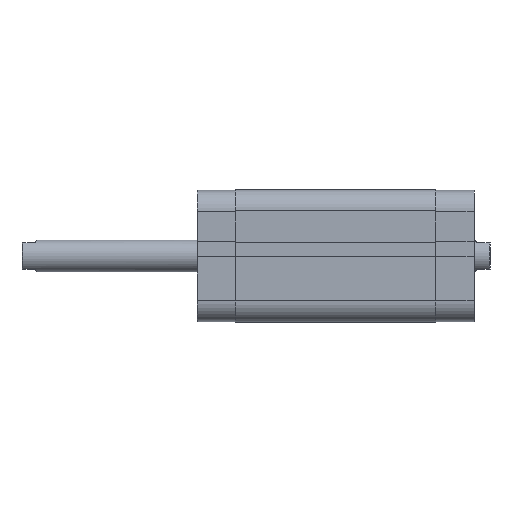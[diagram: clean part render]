
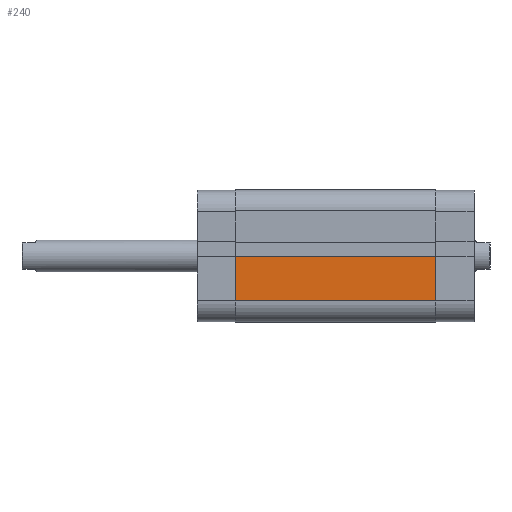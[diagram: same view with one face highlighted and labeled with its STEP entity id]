
A CAD part, top view. The second image highlights one B-rep face of the part: STEP entity #240.
In plain terms, the highlighted face is planar.
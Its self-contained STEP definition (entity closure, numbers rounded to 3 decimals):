
#240 = ADVANCED_FACE ( 'NONE', ( #1340 ), #1737, .F. ) ;
#505 = EDGE_LOOP ( 'NONE', ( #895, #894, #893, #892 ) ) ;
#892 = ORIENTED_EDGE ( 'NONE', *, *, #5867, .T. ) ;
#893 = ORIENTED_EDGE ( 'NONE', *, *, #5876, .F. ) ;
#894 = ORIENTED_EDGE ( 'NONE', *, *, #5824, .F. ) ;
#895 = ORIENTED_EDGE ( 'NONE', *, *, #5863, .T. ) ;
#1340 = FACE_OUTER_BOUND ( 'NONE', #505, .T. ) ;
#1737 = PLANE ( 'NONE',  #6428 ) ;
#1740 = CARTESIAN_POINT ( 'NONE',  ( 0., -25., 75.5 ) ) ;
#1745 = DIRECTION ( 'NONE',  ( 0., 1., 0. ) ) ;
#1746 = DIRECTION ( 'NONE',  ( -1., 0., 0. ) ) ;
#2524 = CARTESIAN_POINT ( 'NONE',  ( 0.1, -25., 0. ) ) ;
#2527 = CARTESIAN_POINT ( 'NONE',  ( 17., -25., 75.5 ) ) ;
#2529 = CARTESIAN_POINT ( 'NONE',  ( 0.1, -25., 75.5 ) ) ;
#2530 = CARTESIAN_POINT ( 'NONE',  ( 17., -25., 0. ) ) ;
#2783 = CARTESIAN_POINT ( 'NONE',  ( 17., -25., 75.5 ) ) ;
#2784 = DIRECTION ( 'NONE',  ( 0., 0., -1. ) ) ;
#3060 = LINE ( 'NONE', #2783, #3064 ) ;
#3064 = VECTOR ( 'NONE', #2784, 1000. ) ;
#3132 = LINE ( 'NONE', #3948, #3134 ) ;
#3134 = VECTOR ( 'NONE', #3960, 1000. ) ;
#3137 = LINE ( 'NONE', #3966, #3142 ) ;
#3142 = VECTOR ( 'NONE', #3970, 1000. ) ;
#3143 = LINE ( 'NONE', #3991, #3150 ) ;
#3150 = VECTOR ( 'NONE', #3992, 1000. ) ;
#3948 = CARTESIAN_POINT ( 'NONE',  ( 0., -25., 0. ) ) ;
#3960 = DIRECTION ( 'NONE',  ( 1., 0., 0. ) ) ;
#3966 = CARTESIAN_POINT ( 'NONE',  ( 0.1, -25., 75.5 ) ) ;
#3970 = DIRECTION ( 'NONE',  ( 0., 0., -1. ) ) ;
#3991 = CARTESIAN_POINT ( 'NONE',  ( 0., -25., 75.5 ) ) ;
#3992 = DIRECTION ( 'NONE',  ( 1., 0., 0. ) ) ;
#5405 = VERTEX_POINT ( 'NONE', #2524 ) ;
#5408 = VERTEX_POINT ( 'NONE', #2527 ) ;
#5410 = VERTEX_POINT ( 'NONE', #2529 ) ;
#5411 = VERTEX_POINT ( 'NONE', #2530 ) ;
#5824 = EDGE_CURVE ( 'NONE', #5408, #5411, #3060, .T. ) ;
#5863 = EDGE_CURVE ( 'NONE', #5405, #5411, #3132, .T. ) ;
#5867 = EDGE_CURVE ( 'NONE', #5410, #5405, #3137, .T. ) ;
#5876 = EDGE_CURVE ( 'NONE', #5410, #5408, #3143, .T. ) ;
#6428 = AXIS2_PLACEMENT_3D ( 'NONE', #1740, #1745, #1746 ) ;
